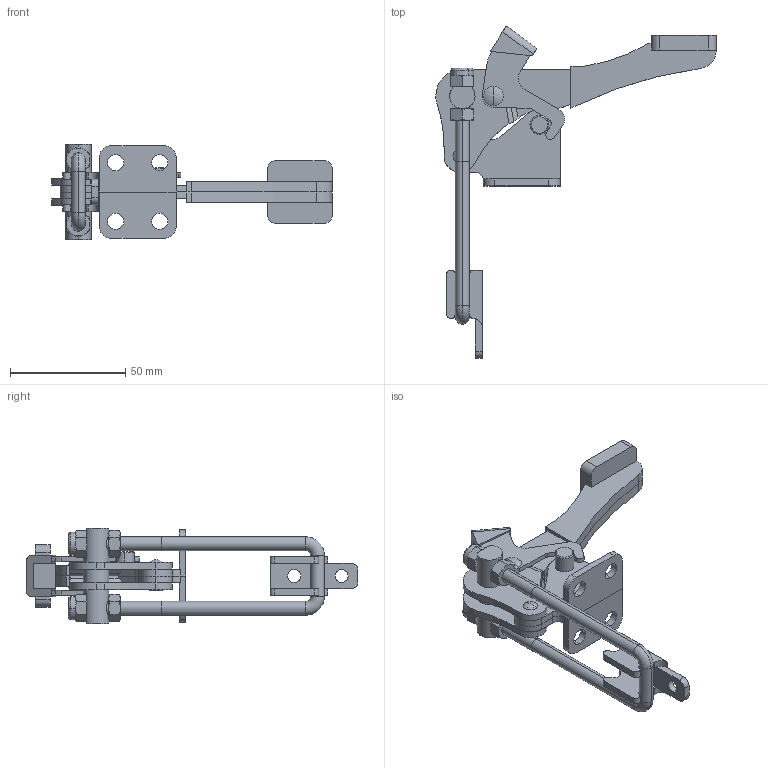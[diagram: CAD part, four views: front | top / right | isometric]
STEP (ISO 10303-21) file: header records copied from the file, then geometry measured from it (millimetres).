
FILE_DESCRIPTION (( 'STEP AP214' ), '1' );
FILE_NAME ('GH-40334-R(Â²¤Æ).STEP', '2020-07-08T03:09:11', ( 'LinWei' ), ( '' ), 'SwSTEP 2.0', 'SolidWorks 2016', '' );
FILE_SCHEMA (( 'AUTOMOTIVE_DESIGN' ));
Length unit declared in the file: millimetre
Products named in the file (7): 44033444-1^GH-40334-R(簡化); 14033421-1^GH-40334-R(簡化); Group7^GH-40334-R(簡化); Group6^GH-40334-R(簡化); Group3^GH-40334-R(簡化); Group2^GH-40334-R(簡化); GH-40334-R(簡化)
Assembly tree (6 placements, depth 2):
  GH-40334-R(簡化)
    Group2^GH-40334-R(簡化)
    Group3^GH-40334-R(簡化)
    Group6^GH-40334-R(簡化)
    Group7^GH-40334-R(簡化)
    14033421-1^GH-40334-R(簡化)
    44033444-1^GH-40334-R(簡化)
Bounding box: 121.59 x 143.98 x 41.3 mm (x, y, z)
Volume: 48216.6 mm3; surface area: 30620 mm2
Topology: 10 solids, 10 shells, 430 faces, 1021 edges, 623 vertices
Faces by surface type: cylinder 172, plane 156, cone 76, bspline 14, torus 8, sphere 4
Entity records: 14094 total; most frequent: CARTESIAN_POINT 2839, DIRECTION 2153, ORIENTED_EDGE 2042, EDGE_CURVE 1021, AXIS2_PLACEMENT_3D 841, VERTEX_POINT 623, EDGE_LOOP 476, VECTOR 471
